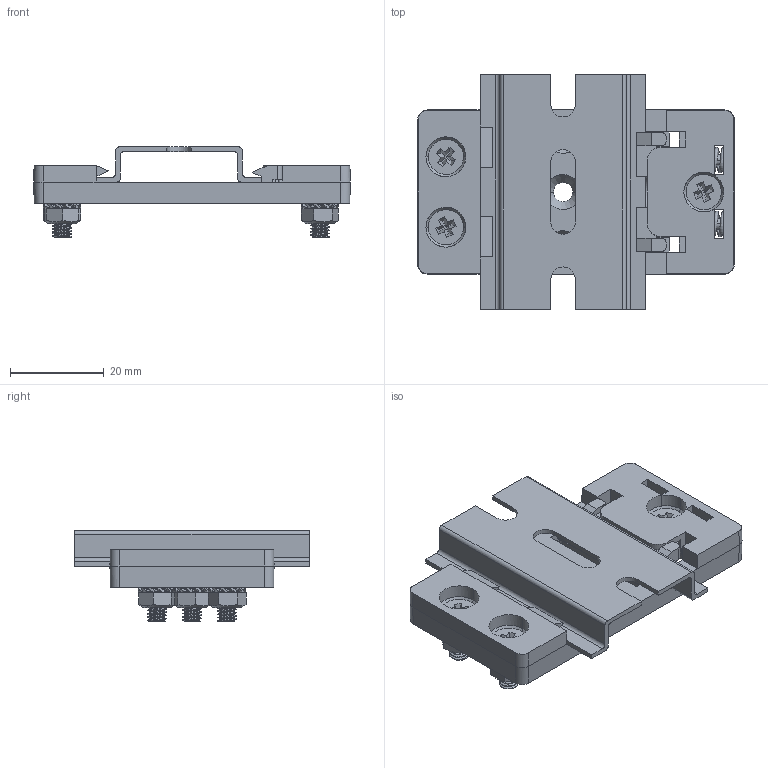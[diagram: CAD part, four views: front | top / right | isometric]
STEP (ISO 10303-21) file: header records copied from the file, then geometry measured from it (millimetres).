
FILE_DESCRIPTION (( 'STEP AP214' ), '1' );
FILE_NAME ('DRB35-1.STEP', '2025-12-13T07:58:39', ( '' ), ( '' ), 'SwSTEP 2.0', 'SolidWorks 2017', '' );
FILE_SCHEMA (( 'AUTOMOTIVE_DESIGN' ));
Length unit declared in the file: millimetre
Products named in the file (27): Din Rail-50; Hexagonal Nut M4; LOCK WASHER M4; DRB-Spring; DRB35-Clip; DRB35-1-Plastic Body; Screw CSK Head Phillips_M4x10; DRB35-1; Screw M4x12mm; M4_Counter_sunk_15
Assembly tree (16 placements, depth 3):
  Din Rail-50
  DRB-Spring
  DRB35-Clip
  DRB35-1-Plastic Body
  LOCK WASHER M4
Bounding box: 67.5 x 50 x 19.26 mm (x, y, z)
Volume: 13738.8 mm3; surface area: 15348.9 mm2
Topology: 18 solids, 18 shells, 808 faces, 2116 edges, 1339 vertices
Faces by surface type: plane 321, cylinder 276, bspline 172, cone 39
Full cylindrical faces by diameter (mm): 6 x2
Entity records: 26926 total; most frequent: CARTESIAN_POINT 16094, ORIENTED_EDGE 2258, DIRECTION 1799, EDGE_CURVE 1129, LINE 727, VECTOR 727, VERTEX_POINT 720, AXIS2_PLACEMENT_3D 536
